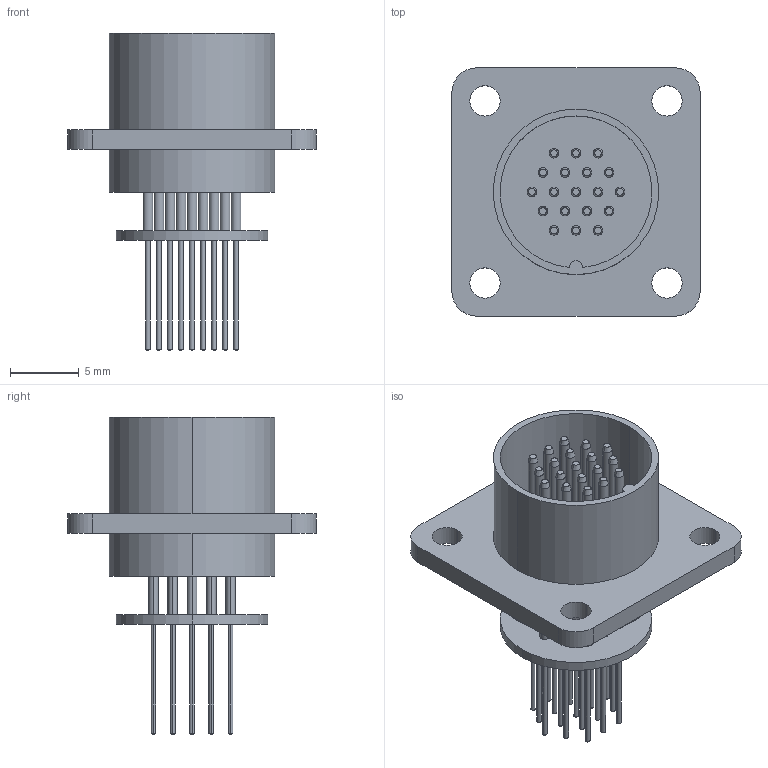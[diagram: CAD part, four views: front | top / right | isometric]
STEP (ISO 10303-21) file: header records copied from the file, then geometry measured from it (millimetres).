
FILE_DESCRIPTION (( 'STEP AP214' ), '1' );
FILE_NAME ('MP1-19-9.STEP', '2017-05-12T14:39:52', ( '' ), ( '' ), 'SwSTEP 2.0', 'SolidWorks 2013', '' );
FILE_SCHEMA (( 'AUTOMOTIVE_DESIGN' ));
Length unit declared in the file: millimetre
Products named in the file (1): MP1-19-9
Bounding box: 18 x 18 x 23 mm (x, y, z)
Volume: 795.1 mm3; surface area: 2428.2 mm2
Topology: 2 solids, 2 shells, 228 faces, 470 edges, 288 vertices
Faces by surface type: cylinder 102, cone 76, plane 50
Entity records: 8633 total; most frequent: DIRECTION 1208, CARTESIAN_POINT 987, ORIENTED_EDGE 940, AXIS2_PLACEMENT_3D 509, EDGE_CURVE 470, VERTEX_POINT 288, CIRCLE 280, EDGE_LOOP 278
